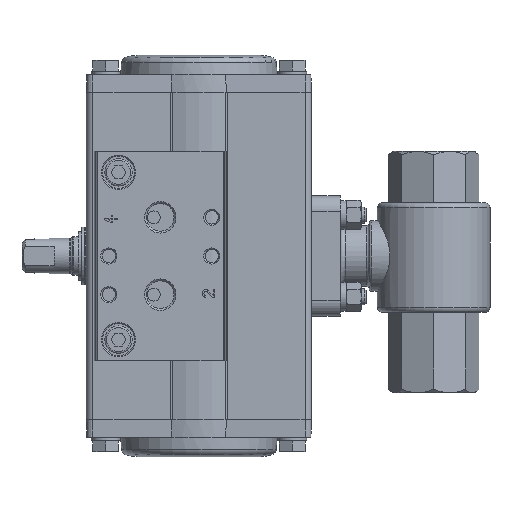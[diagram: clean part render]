
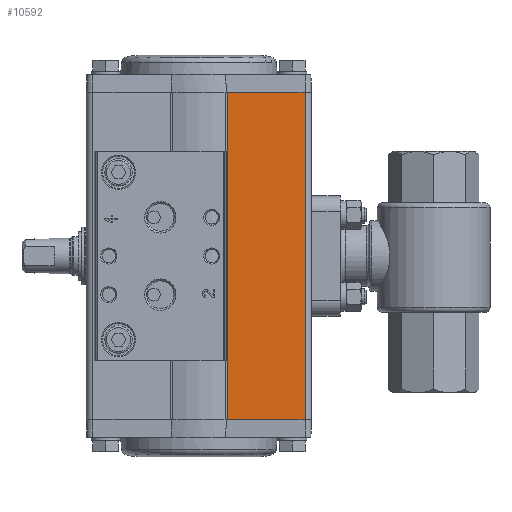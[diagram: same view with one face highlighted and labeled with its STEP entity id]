
A CAD part, left-side view. The second image highlights one B-rep face of the part: STEP entity #10592.
In plain terms, the highlighted face is planar.
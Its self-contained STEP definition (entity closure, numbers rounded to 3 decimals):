
#1148=LINE('',#16556,#1775);
#1172=LINE('',#16694,#1799);
#1208=LINE('',#16802,#1835);
#1209=LINE('',#16803,#1836);
#1775=VECTOR('',#13086,1000.);
#1799=VECTOR('',#13152,1000.);
#1835=VECTOR('',#13244,1000.);
#1836=VECTOR('',#13245,1000.);
#2825=ORIENTED_EDGE('',*,*,#5515,.F.);
#2826=ORIENTED_EDGE('',*,*,#5616,.F.);
#2827=ORIENTED_EDGE('',*,*,#5563,.T.);
#2828=ORIENTED_EDGE('',*,*,#5617,.T.);
#5515=EDGE_CURVE('',#6947,#6955,#1148,.T.);
#5563=EDGE_CURVE('',#6977,#6995,#1172,.T.);
#5616=EDGE_CURVE('',#6977,#6947,#1208,.T.);
#5617=EDGE_CURVE('',#6995,#6955,#1209,.T.);
#6947=VERTEX_POINT('',#16526);
#6955=VERTEX_POINT('',#16557);
#6977=VERTEX_POINT('',#16623);
#6995=VERTEX_POINT('',#16693);
#8284=EDGE_LOOP('',(#2825,#2826,#2827,#2828));
#9276=FACE_BOUND('',#8284,.T.);
#10165=PLANE('',#11546);
#10592=ADVANCED_FACE('',(#9276),#10165,.F.);
#11546=AXIS2_PLACEMENT_3D('',#16801,#13242,#13243);
#13086=DIRECTION('',(0.,-1.,0.));
#13152=DIRECTION('',(0.,-1.,0.));
#13242=DIRECTION('',(-1.,0.,0.));
#13243=DIRECTION('',(0.,0.,1.));
#13244=DIRECTION('',(0.,0.,-1.));
#13245=DIRECTION('',(0.,0.,-1.));
#16526=CARTESIAN_POINT('',(23.,-8.789,-50.85));
#16556=CARTESIAN_POINT('',(23.,35.,-50.85));
#16557=CARTESIAN_POINT('',(23.,-33.,-50.85));
#16623=CARTESIAN_POINT('',(23.,-8.789,50.85));
#16693=CARTESIAN_POINT('',(23.,-33.,50.85));
#16694=CARTESIAN_POINT('',(23.,35.,50.85));
#16801=CARTESIAN_POINT('',(23.,8.789,50.85));
#16802=CARTESIAN_POINT('',(23.,-8.789,50.85));
#16803=CARTESIAN_POINT('',(23.,-33.,60.));
